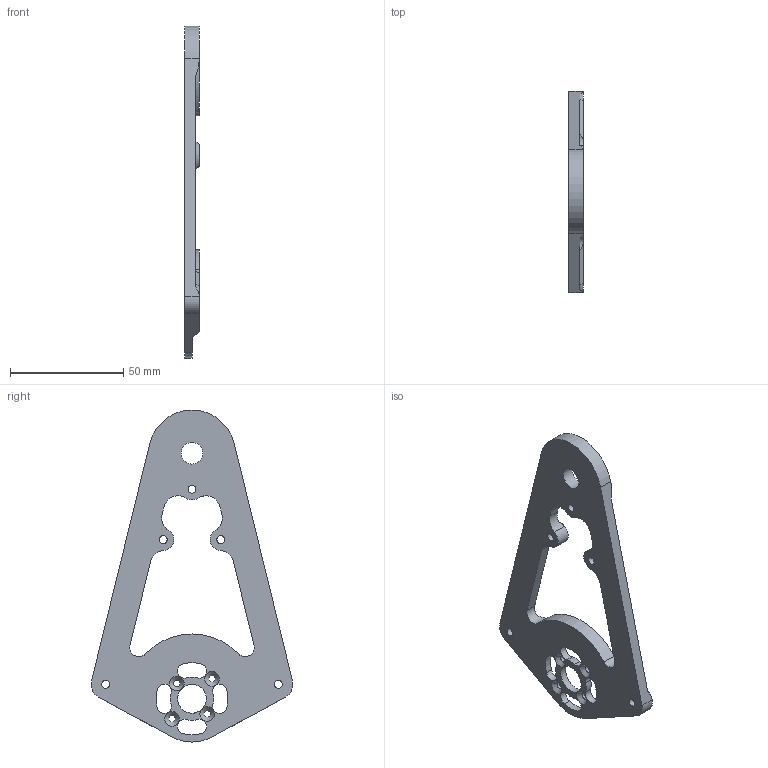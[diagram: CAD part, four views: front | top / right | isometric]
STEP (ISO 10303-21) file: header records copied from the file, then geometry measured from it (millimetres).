
FILE_DESCRIPTION(/* description */ (''),/* implementation_level */ '2;1');
FILE_NAME(/* name */ 'Upright - Motor.stp',/* time_stamp */ '2024-09-03T09:34:01-04:00',/* author */ ('Nathan Cai'),/* organization */ (''),/* preprocessor_version */ 'ST-DEVELOPER v19.2',/* originating_system */ 'Autodesk Inventor 2023',/* authorisation */ '');
FILE_SCHEMA (('AUTOMOTIVE_DESIGN { 1 0 10303 214 3 1 1 }'));
Length unit declared in the file: inch
Products named in the file (1): Upright - Motor
Bounding box: 6.35 x 88.86 x 146.38 mm (x, y, z)
Volume: 26945.2 mm3; surface area: 16065.2 mm2
Topology: 1 solids, 1 shells, 89 faces, 248 edges, 159 vertices
Faces by surface type: cylinder 52, plane 23, cone 14
Full cylindrical faces by diameter (mm): 3 x4, 3.505 x5, 9.525 x1, 12.7 x1, 22.225 x1
Entity records: 3038 total; most frequent: DIRECTION 555, CARTESIAN_POINT 547, ORIENTED_EDGE 496, EDGE_CURVE 248, AXIS2_PLACEMENT_3D 229, VERTEX_POINT 159, CIRCLE 135, EDGE_LOOP 119
